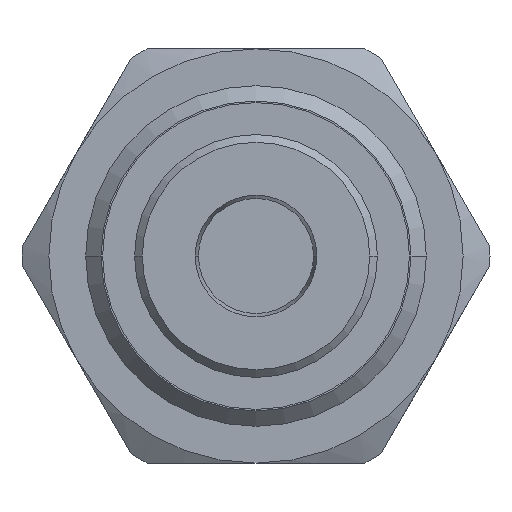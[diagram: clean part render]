
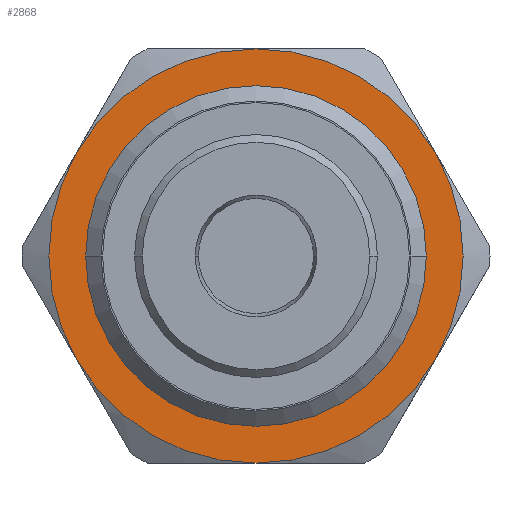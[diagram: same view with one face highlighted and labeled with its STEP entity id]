
A CAD part, left-side view. The second image highlights one B-rep face of the part: STEP entity #2868.
In plain terms, the highlighted planar face has unit normal (-1, 0, 0).
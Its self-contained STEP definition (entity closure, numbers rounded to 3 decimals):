
#351=CARTESIAN_POINT('',(0.,0.,0.));
#352=DIRECTION('',(1.,0.,0.));
#353=DIRECTION('',(0.,1.,0.));
#354=AXIS2_PLACEMENT_3D('',#351,#352,#353);
#356=CARTESIAN_POINT('',(0.,0.,0.));
#357=DIRECTION('',(1.,0.,0.));
#358=DIRECTION('',(0.,-1.,0.));
#359=AXIS2_PLACEMENT_3D('',#356,#357,#358);
#361=CARTESIAN_POINT('',(0.,0.,0.));
#362=DIRECTION('',(-1.,0.,0.));
#363=DIRECTION('',(0.,1.,0.));
#364=AXIS2_PLACEMENT_3D('',#361,#362,#363);
#366=CARTESIAN_POINT('',(0.,0.,0.));
#367=DIRECTION('',(-1.,0.,0.));
#368=DIRECTION('',(0.,-1.,0.));
#369=AXIS2_PLACEMENT_3D('',#366,#367,#368);
#2223=CARTESIAN_POINT('',(0.,13.5,0.));
#2224=VERTEX_POINT('',#2223);
#2225=CARTESIAN_POINT('',(0.,-13.5,0.));
#2226=VERTEX_POINT('',#2225);
#2227=CARTESIAN_POINT('',(0.,10.225,0.));
#2228=CARTESIAN_POINT('',(0.,-10.225,0.));
#2229=VERTEX_POINT('',#2227);
#2230=VERTEX_POINT('',#2228);
#2853=CARTESIAN_POINT('',(0.,0.,0.));
#2854=DIRECTION('',(1.,0.,0.));
#2855=DIRECTION('',(0.,-1.,0.));
#2856=AXIS2_PLACEMENT_3D('',#2853,#2854,#2855);
#2857=PLANE('',#2856);
#2858=ORIENTED_EDGE('',*,*,#2747,.T.);
#2859=ORIENTED_EDGE('',*,*,#2842,.T.);
#2860=EDGE_LOOP('',(#2858,#2859));
#2861=FACE_OUTER_BOUND('',#2860,.F.);
#2863=ORIENTED_EDGE('',*,*,#2862,.T.);
#2865=ORIENTED_EDGE('',*,*,#2864,.T.);
#2866=EDGE_LOOP('',(#2863,#2865));
#2867=FACE_BOUND('',#2866,.F.);
#355=CIRCLE('',#354,13.5);
#360=CIRCLE('',#359,13.5);
#365=CIRCLE('',#364,10.225);
#370=CIRCLE('',#369,10.225);
#2747=EDGE_CURVE('',#2224,#2226,#355,.T.);
#2842=EDGE_CURVE('',#2226,#2224,#360,.T.);
#2862=EDGE_CURVE('',#2229,#2230,#365,.T.);
#2864=EDGE_CURVE('',#2230,#2229,#370,.T.);
#2868=ADVANCED_FACE('',(#2861,#2867),#2857,.F.);
